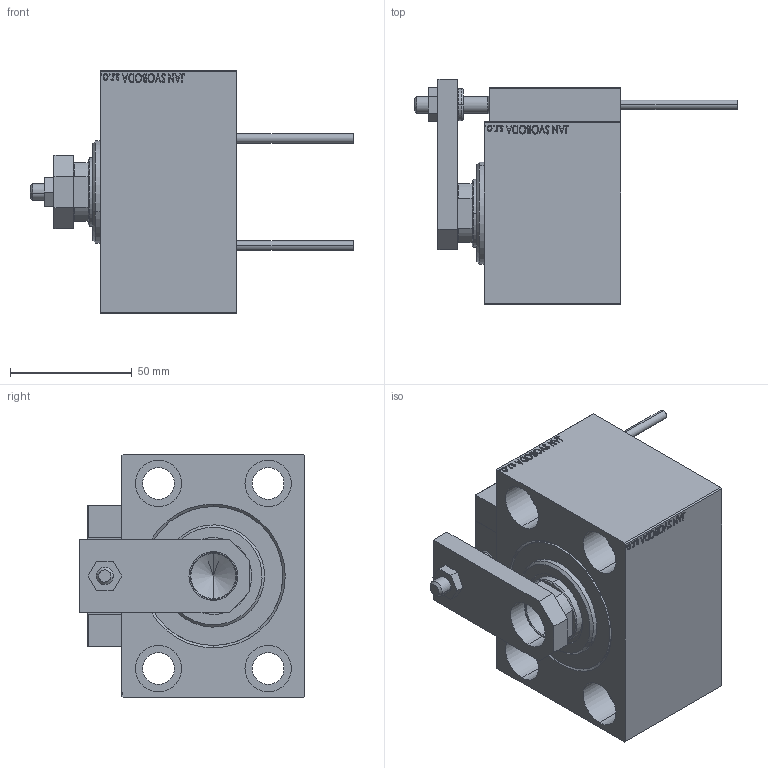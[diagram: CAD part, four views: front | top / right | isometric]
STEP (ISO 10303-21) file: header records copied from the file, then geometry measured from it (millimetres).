
FILE_DESCRIPTION (( 'STEP AP203' ), '1' );
FILE_NAME ('a75d.STEP', '2021-11-01T23:56:31', ( '' ), ( '' ), 'SwSTEP 2.0', 'SolidWorks 2019', '' );
FILE_SCHEMA (( 'CONFIG_CONTROL_DESIGN' ));
Length unit declared in the file: millimetre
Products named in the file (15): V450CM_C_VCP ca0cb17bb89bca75d2c4804e49642da2; SWITCH DIM B,W ca0cb17bb89bca75d2c4804e49642da2; KONCOVKA ca0cb17bb89bca75d2c4804e49642da2; ALLEN BOLT D5 ca0cb17bb89bca75d2c4804e49642da2; Block ca0cb17bb89bca75d2c4804e49642da2; ALLEN BOLT D8 ca0cb17bb89bca75d2c4804e49642da2; NUT_D12 ca0cb17bb89bca75d2c4804e49642da2; a75d; MAGNET ca0cb17bb89bca75d2c4804e49642da2; V450CM_VC_B ca0cb17bb89bca75d2c4804e49642da2; SWITCH_X_FRONT_BACK ca0cb17bb89bca75d2c4804e49642da2; ZARAZKA ca0cb17bb89bca75d2c4804e49642da2; SWITCH X ca0cb17bb89bca75d2c4804e49642da2; TYC_L79 ca0cb17bb89bca75d2c4804e49642da2; V450CM_C ca0cb17bb89bca75d2c4804e49642da2
Assembly tree (24 placements, depth 3):
  a75d
    V450CM_C ca0cb17bb89bca75d2c4804e49642da2
    SWITCH X ca0cb17bb89bca75d2c4804e49642da2
      SWITCH_X_FRONT_BACK ca0cb17bb89bca75d2c4804e49642da2  x2
      TYC_L79 ca0cb17bb89bca75d2c4804e49642da2
      Block ca0cb17bb89bca75d2c4804e49642da2  x2
      ALLEN BOLT D5 ca0cb17bb89bca75d2c4804e49642da2  x4
      ALLEN BOLT D8 ca0cb17bb89bca75d2c4804e49642da2  x4
      MAGNET ca0cb17bb89bca75d2c4804e49642da2  x2
      KONCOVKA ca0cb17bb89bca75d2c4804e49642da2  x2
    NUT_D12 ca0cb17bb89bca75d2c4804e49642da2
    SWITCH DIM B,W ca0cb17bb89bca75d2c4804e49642da2
    ZARAZKA ca0cb17bb89bca75d2c4804e49642da2
    V450CM_C_VCP ca0cb17bb89bca75d2c4804e49642da2
    V450CM_VC_B ca0cb17bb89bca75d2c4804e49642da2
Bounding box: 132.7 x 92.5 x 100 mm (x, y, z)
Volume: 414614.7 mm3; surface area: 100803.3 mm2
Topology: 23 solids, 23 shells, 1277 faces, 3058 edges, 1956 vertices
Faces by surface type: plane 559, bspline 380, cylinder 184, cone 106, torus 44, sphere 4
Entity records: 50156 total; most frequent: CARTESIAN_POINT 26008, ORIENTED_EDGE 5136, DIRECTION 3431, EDGE_CURVE 2568, VERTEX_POINT 1680, LINE 1481, VECTOR 1481, EDGE_LOOP 1184
